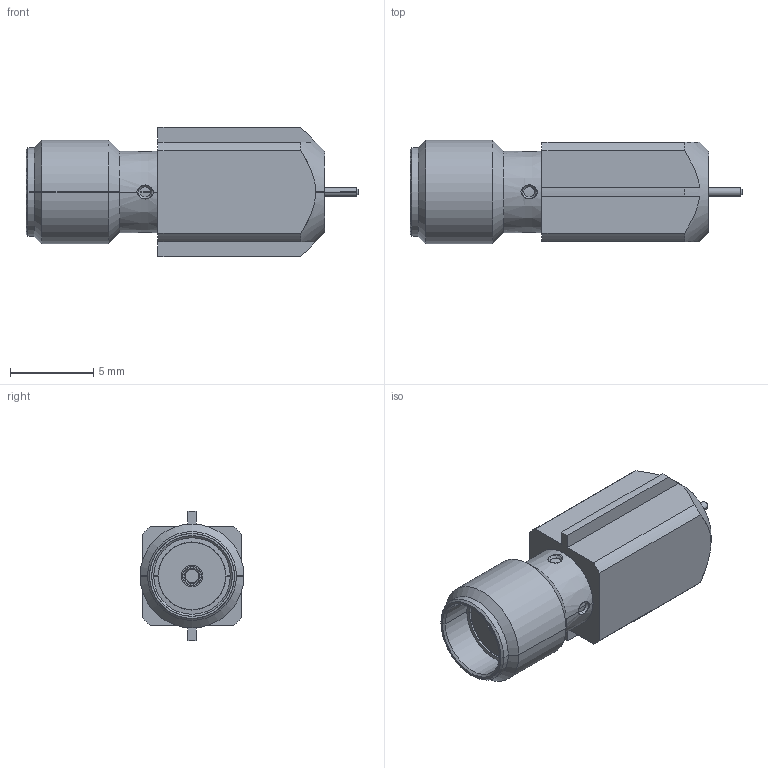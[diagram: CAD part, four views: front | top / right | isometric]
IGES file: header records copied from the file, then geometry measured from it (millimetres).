
Start section: SolidWorks IGES file using analytic representation for surfaces
Global section: file name: R124.423.033B.IGS; native system: SolidWorks 2006 by SolidWorks Corporation; preprocessor: SolidWorks 2006 by SolidWorks Corporation; author: gill_c; date: 080407.154838; units: millimetre
Bounding box: 20 x 6.26 x 7.8 mm (x, y, z)
Surface area: 539.4 mm2 (no closed solid volume)
Topology: 0 solids, 0 shells, 112 faces, 1271 edges, 1271 vertices
Faces by surface type: revolution 77, bspline 35
